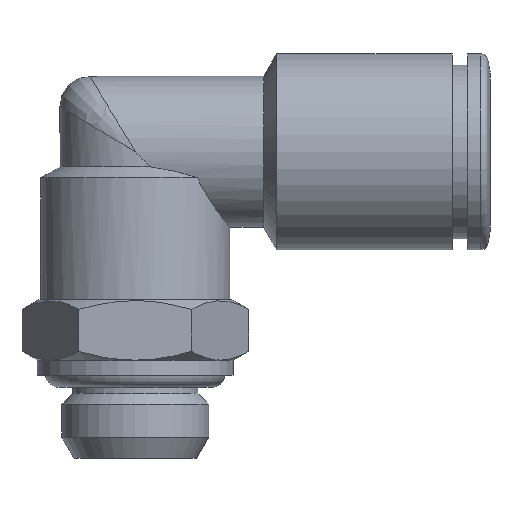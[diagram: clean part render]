
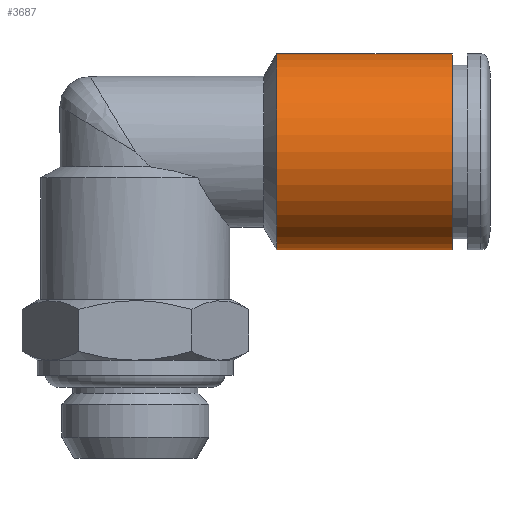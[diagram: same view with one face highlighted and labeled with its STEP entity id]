
A CAD part, front view. The second image highlights one B-rep face of the part: STEP entity #3687.
In plain terms, the highlighted cylindrical face has radius 6.5 mm (diameter 13 mm), a full revolution.
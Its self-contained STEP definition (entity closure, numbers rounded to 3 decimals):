
#630=CYLINDRICAL_SURFACE('',#3584,6.5);
#779=ORIENTED_EDGE('',*,*,#1043,.T.);
#780=ORIENTED_EDGE('',*,*,#1044,.F.);
#879=CIRCLE('',#3583,6.5);
#880=CIRCLE('',#3585,6.5);
#953=VERTEX_POINT('',#2933);
#954=VERTEX_POINT('',#2936);
#1043=EDGE_CURVE('',#953,#953,#879,.T.);
#1044=EDGE_CURVE('',#954,#954,#880,.T.);
#1147=EDGE_LOOP('',(#779));
#1148=EDGE_LOOP('',(#780));
#1269=FACE_BOUND('',#1147,.T.);
#1270=FACE_BOUND('',#1148,.T.);
#2032=DIRECTION('',(-1.,0.,0.));
#2033=DIRECTION('',(0.,6.5,0.));
#2034=DIRECTION('',(-1.,0.,0.));
#2035=DIRECTION('',(0.,1.,0.));
#2036=DIRECTION('',(-1.,0.,0.));
#2037=DIRECTION('',(0.,6.5,0.));
#2933=CARTESIAN_POINT('',(26.688,16.437,0.));
#2934=CARTESIAN_POINT('',(26.688,9.937,0.));
#2935=CARTESIAN_POINT('',(26.688,9.937,0.));
#2936=CARTESIAN_POINT('',(15.054,16.437,0.));
#2937=CARTESIAN_POINT('',(15.054,9.937,0.));
#3583=AXIS2_PLACEMENT_3D('',#2934,#2032,#2033);
#3584=AXIS2_PLACEMENT_3D('',#2935,#2034,#2035);
#3585=AXIS2_PLACEMENT_3D('',#2937,#2036,#2037);
#3687=ADVANCED_FACE('',(#1269,#1270),#630,.T.);
